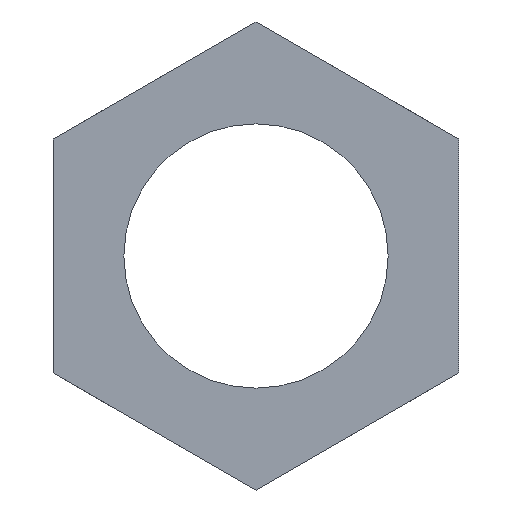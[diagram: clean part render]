
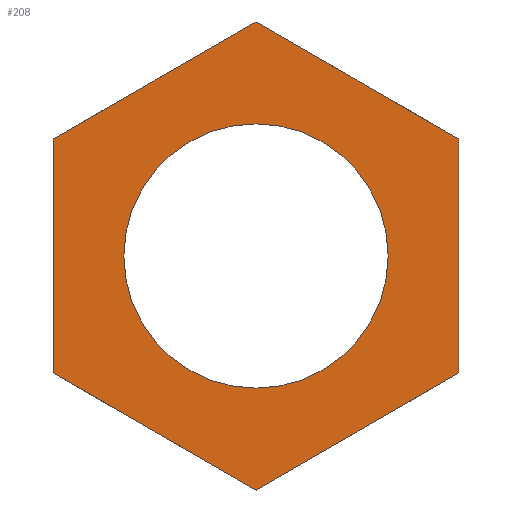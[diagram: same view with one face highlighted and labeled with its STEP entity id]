
A CAD part, front view. The second image highlights one B-rep face of the part: STEP entity #208.
In plain terms, the highlighted planar face has unit normal (0, -1, 0).
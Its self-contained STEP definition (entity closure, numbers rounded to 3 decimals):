
#43 = DIRECTION ( 'NONE',  ( 0., 0., 1. ) ) ;
#44 = DIRECTION ( 'NONE',  ( 0., 1., 0. ) ) ;
#45 = CARTESIAN_POINT ( 'NONE',  ( 0., 0., 0. ) ) ;
#46 = DIRECTION ( 'NONE',  ( 0.866, 0., -0.5 ) ) ;
#47 = CARTESIAN_POINT ( 'NONE',  ( 0., 0., 26.558 ) ) ;
#48 = DIRECTION ( 'NONE',  ( 0., 0., -1. ) ) ;
#49 = CARTESIAN_POINT ( 'NONE',  ( 23., 0., 13.279 ) ) ;
#50 = DIRECTION ( 'NONE',  ( -0.866, 0., -0.5 ) ) ;
#51 = CARTESIAN_POINT ( 'NONE',  ( 23., 0., -13.279 ) ) ;
#52 = DIRECTION ( 'NONE',  ( -0.866, 0., 0.5 ) ) ;
#53 = CARTESIAN_POINT ( 'NONE',  ( 0., 0., -26.558 ) ) ;
#54 = DIRECTION ( 'NONE',  ( 0.866, 0., 0.5 ) ) ;
#55 = CARTESIAN_POINT ( 'NONE',  ( -23., 0., 13.279 ) ) ;
#85 = ORIENTED_EDGE ( 'NONE', *, *, #393, .F. ) ;
#116 = ORIENTED_EDGE ( 'NONE', *, *, #394, .F. ) ;
#117 = VERTEX_POINT ( 'NONE', #591 ) ;
#118 = VERTEX_POINT ( 'NONE', #590 ) ;
#123 = ORIENTED_EDGE ( 'NONE', *, *, #389, .F. ) ;
#126 = ORIENTED_EDGE ( 'NONE', *, *, #395, .F. ) ;
#127 = ORIENTED_EDGE ( 'NONE', *, *, #396, .F. ) ;
#128 = ORIENTED_EDGE ( 'NONE', *, *, #397, .F. ) ;
#132 = ORIENTED_EDGE ( 'NONE', *, *, #398, .T. ) ;
#136 = EDGE_LOOP ( 'NONE', ( #85, #123, #116, #126, #127, #128 ) ) ;
#146 = ORIENTED_EDGE ( 'NONE', *, *, #380, .T. ) ;
#148 = VERTEX_POINT ( 'NONE', #586 ) ;
#155 = VERTEX_POINT ( 'NONE', #584 ) ;
#158 = VERTEX_POINT ( 'NONE', #583 ) ;
#174 = VERTEX_POINT ( 'NONE', #580 ) ;
#176 = VERTEX_POINT ( 'NONE', #579 ) ;
#187 = VERTEX_POINT ( 'NONE', #575 ) ;
#208 = ADVANCED_FACE ( 'NONE', ( #349, #348 ), #536, .F. ) ;
#211 = AXIS2_PLACEMENT_3D ( 'NONE', #45, #44, #43 ) ;
#216 = VECTOR ( 'NONE', #46, 1000. ) ;
#220 = CIRCLE ( 'NONE', #211, 15. ) ;
#221 = VECTOR ( 'NONE', #50, 1000. ) ;
#224 = VECTOR ( 'NONE', #48, 1000. ) ;
#226 = VECTOR ( 'NONE', #411, 1000. ) ;
#227 = VECTOR ( 'NONE', #52, 1000. ) ;
#230 = VECTOR ( 'NONE', #54, 1000. ) ;
#243 = EDGE_LOOP ( 'NONE', ( #146, #132 ) ) ;
#255 = AXIS2_PLACEMENT_3D ( 'NONE', #447, #446, #443 ) ;
#257 = AXIS2_PLACEMENT_3D ( 'NONE', #535, #534, #533 ) ;
#287 = CIRCLE ( 'NONE', #255, 15. ) ;
#337 = LINE ( 'NONE', #47, #216 ) ;
#338 = LINE ( 'NONE', #49, #224 ) ;
#339 = LINE ( 'NONE', #51, #221 ) ;
#340 = LINE ( 'NONE', #53, #227 ) ;
#341 = LINE ( 'NONE', #55, #230 ) ;
#343 = LINE ( 'NONE', #412, #226 ) ;
#348 = FACE_BOUND ( 'NONE', #243, .T. ) ;
#349 = FACE_OUTER_BOUND ( 'NONE', #136, .T. ) ;
#380 = EDGE_CURVE ( 'NONE', #117, #155, #287, .T. ) ;
#389 = EDGE_CURVE ( 'NONE', #148, #176, #343, .T. ) ;
#393 = EDGE_CURVE ( 'NONE', #176, #118, #341, .T. ) ;
#394 = EDGE_CURVE ( 'NONE', #158, #148, #340, .T. ) ;
#395 = EDGE_CURVE ( 'NONE', #187, #158, #339, .T. ) ;
#396 = EDGE_CURVE ( 'NONE', #174, #187, #338, .T. ) ;
#397 = EDGE_CURVE ( 'NONE', #118, #174, #337, .T. ) ;
#398 = EDGE_CURVE ( 'NONE', #155, #117, #220, .T. ) ;
#411 = DIRECTION ( 'NONE',  ( 0., 0., 1. ) ) ;
#412 = CARTESIAN_POINT ( 'NONE',  ( -23., 0., -13.279 ) ) ;
#443 = DIRECTION ( 'NONE',  ( 0., 0., 1. ) ) ;
#446 = DIRECTION ( 'NONE',  ( 0., 1., 0. ) ) ;
#447 = CARTESIAN_POINT ( 'NONE',  ( 0., 0., 0. ) ) ;
#533 = DIRECTION ( 'NONE',  ( 0., 0., 1. ) ) ;
#534 = DIRECTION ( 'NONE',  ( 0., 1., 0. ) ) ;
#535 = CARTESIAN_POINT ( 'NONE',  ( 0., 0., 26.558 ) ) ;
#536 = PLANE ( 'NONE',  #257 ) ;
#575 = CARTESIAN_POINT ( 'NONE',  ( 23., 0., -13.279 ) ) ;
#579 = CARTESIAN_POINT ( 'NONE',  ( -23., 0., 13.279 ) ) ;
#580 = CARTESIAN_POINT ( 'NONE',  ( 23., 0., 13.279 ) ) ;
#583 = CARTESIAN_POINT ( 'NONE',  ( 0., 0., -26.558 ) ) ;
#584 = CARTESIAN_POINT ( 'NONE',  ( 0., 0., 15. ) ) ;
#586 = CARTESIAN_POINT ( 'NONE',  ( -23., 0., -13.279 ) ) ;
#590 = CARTESIAN_POINT ( 'NONE',  ( 0., 0., 26.558 ) ) ;
#591 = CARTESIAN_POINT ( 'NONE',  ( 0., 0., -15. ) ) ;
